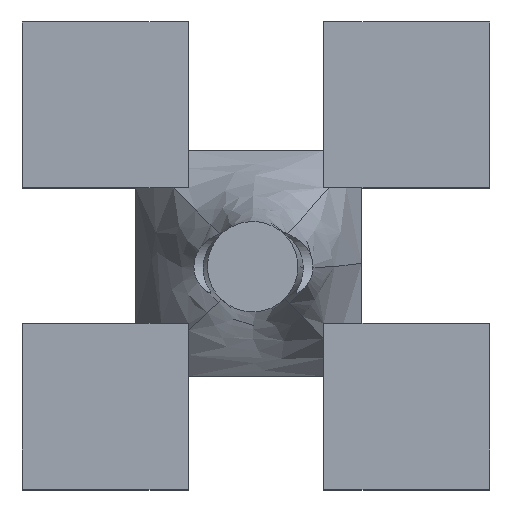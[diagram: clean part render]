
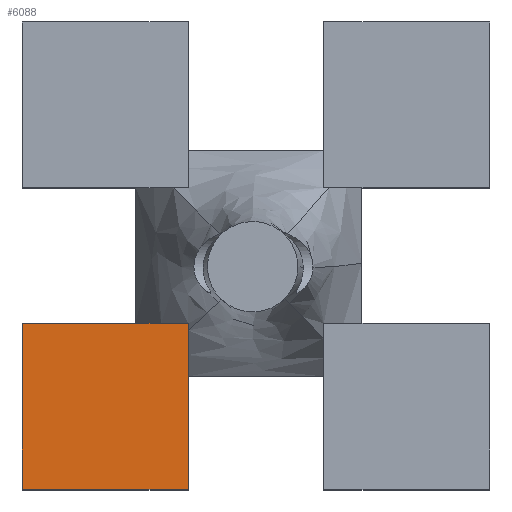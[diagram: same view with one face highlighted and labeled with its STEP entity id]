
A CAD part, top view. The second image highlights one B-rep face of the part: STEP entity #6088.
In plain terms, the highlighted planar face has unit normal (0, 0, 1).
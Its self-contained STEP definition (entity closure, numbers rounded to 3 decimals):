
#746 = PLANE('',#747);
#747 = AXIS2_PLACEMENT_3D('',#748,#749,#750);
#748 = CARTESIAN_POINT('',(10.,11.,20.));
#749 = DIRECTION('',(0.,1.,0.));
#750 = DIRECTION('',(0.,0.,1.));
#846 = PLANE('',#847);
#847 = AXIS2_PLACEMENT_3D('',#848,#849,#850);
#848 = CARTESIAN_POINT('',(21.,0.,20.));
#849 = DIRECTION('',(1.,0.,0.));
#850 = DIRECTION('',(0.,0.,1.));
#1289 = PLANE('',#1290);
#1290 = AXIS2_PLACEMENT_3D('',#1291,#1292,#1293);
#1291 = CARTESIAN_POINT('',(10.,0.,20.));
#1292 = DIRECTION('',(1.,0.,0.));
#1293 = DIRECTION('',(0.,0.,1.));
#1317 = PLANE('',#1318);
#1318 = AXIS2_PLACEMENT_3D('',#1319,#1320,#1321);
#1319 = CARTESIAN_POINT('',(10.,0.,20.));
#1320 = DIRECTION('',(0.,1.,0.));
#1321 = DIRECTION('',(0.,0.,1.));
#1357 = VERTEX_POINT('',#1358);
#1358 = CARTESIAN_POINT('',(10.,11.,31.));
#1379 = EDGE_CURVE('',#1357,#1380,#1382,.T.);
#1380 = VERTEX_POINT('',#1381);
#1381 = CARTESIAN_POINT('',(21.,11.,31.));
#1382 = SURFACE_CURVE('',#1383,(#1387,#1394),.PCURVE_S1.);
#1383 = LINE('',#1384,#1385);
#1384 = CARTESIAN_POINT('',(10.,11.,31.));
#1385 = VECTOR('',#1386,1.);
#1386 = DIRECTION('',(1.,0.,0.));
#1387 = PCURVE('',#746,#1388);
#1388 = DEFINITIONAL_REPRESENTATION('',(#1389),#1393);
#1389 = LINE('',#1390,#1391);
#1390 = CARTESIAN_POINT('',(11.,0.));
#1391 = VECTOR('',#1392,1.);
#1392 = DIRECTION('',(0.,1.));
#1393 = ( GEOMETRIC_REPRESENTATION_CONTEXT(2) 
PARAMETRIC_REPRESENTATION_CONTEXT() REPRESENTATION_CONTEXT('2D SPACE',''
  ) );
#1394 = PCURVE('',#1395,#1400);
#1395 = PLANE('',#1396);
#1396 = AXIS2_PLACEMENT_3D('',#1397,#1398,#1399);
#1397 = CARTESIAN_POINT('',(10.,0.,31.));
#1398 = DIRECTION('',(0.,0.,1.));
#1399 = DIRECTION('',(1.,0.,0.));
#1400 = DEFINITIONAL_REPRESENTATION('',(#1401),#1405);
#1401 = LINE('',#1402,#1403);
#1402 = CARTESIAN_POINT('',(0.,11.));
#1403 = VECTOR('',#1404,1.);
#1404 = DIRECTION('',(1.,0.));
#1405 = ( GEOMETRIC_REPRESENTATION_CONTEXT(2) 
PARAMETRIC_REPRESENTATION_CONTEXT() REPRESENTATION_CONTEXT('2D SPACE',''
  ) );
#5015 = EDGE_CURVE('',#5016,#1380,#5018,.T.);
#5016 = VERTEX_POINT('',#5017);
#5017 = CARTESIAN_POINT('',(21.,0.,31.));
#5018 = SURFACE_CURVE('',#5019,(#5023,#5030),.PCURVE_S1.);
#5019 = LINE('',#5020,#5021);
#5020 = CARTESIAN_POINT('',(21.,0.,31.));
#5021 = VECTOR('',#5022,1.);
#5022 = DIRECTION('',(0.,1.,0.));
#5023 = PCURVE('',#846,#5024);
#5024 = DEFINITIONAL_REPRESENTATION('',(#5025),#5029);
#5025 = LINE('',#5026,#5027);
#5026 = CARTESIAN_POINT('',(11.,0.));
#5027 = VECTOR('',#5028,1.);
#5028 = DIRECTION('',(0.,-1.));
#5029 = ( GEOMETRIC_REPRESENTATION_CONTEXT(2) 
PARAMETRIC_REPRESENTATION_CONTEXT() REPRESENTATION_CONTEXT('2D SPACE',''
  ) );
#5030 = PCURVE('',#1395,#5031);
#5031 = DEFINITIONAL_REPRESENTATION('',(#5032),#5036);
#5032 = LINE('',#5033,#5034);
#5033 = CARTESIAN_POINT('',(11.,0.));
#5034 = VECTOR('',#5035,1.);
#5035 = DIRECTION('',(0.,1.));
#5036 = ( GEOMETRIC_REPRESENTATION_CONTEXT(2) 
PARAMETRIC_REPRESENTATION_CONTEXT() REPRESENTATION_CONTEXT('2D SPACE',''
  ) );
#6018 = VERTEX_POINT('',#6019);
#6019 = CARTESIAN_POINT('',(10.,0.,31.));
#6040 = EDGE_CURVE('',#6018,#5016,#6041,.T.);
#6041 = SURFACE_CURVE('',#6042,(#6046,#6053),.PCURVE_S1.);
#6042 = LINE('',#6043,#6044);
#6043 = CARTESIAN_POINT('',(10.,0.,31.));
#6044 = VECTOR('',#6045,1.);
#6045 = DIRECTION('',(1.,0.,0.));
#6046 = PCURVE('',#1317,#6047);
#6047 = DEFINITIONAL_REPRESENTATION('',(#6048),#6052);
#6048 = LINE('',#6049,#6050);
#6049 = CARTESIAN_POINT('',(11.,0.));
#6050 = VECTOR('',#6051,1.);
#6051 = DIRECTION('',(0.,1.));
#6052 = ( GEOMETRIC_REPRESENTATION_CONTEXT(2) 
PARAMETRIC_REPRESENTATION_CONTEXT() REPRESENTATION_CONTEXT('2D SPACE',''
  ) );
#6053 = PCURVE('',#1395,#6054);
#6054 = DEFINITIONAL_REPRESENTATION('',(#6055),#6059);
#6055 = LINE('',#6056,#6057);
#6056 = CARTESIAN_POINT('',(0.,0.));
#6057 = VECTOR('',#6058,1.);
#6058 = DIRECTION('',(1.,0.));
#6059 = ( GEOMETRIC_REPRESENTATION_CONTEXT(2) 
PARAMETRIC_REPRESENTATION_CONTEXT() REPRESENTATION_CONTEXT('2D SPACE',''
  ) );
#6068 = EDGE_CURVE('',#6018,#1357,#6069,.T.);
#6069 = SURFACE_CURVE('',#6070,(#6074,#6081),.PCURVE_S1.);
#6070 = LINE('',#6071,#6072);
#6071 = CARTESIAN_POINT('',(10.,0.,31.));
#6072 = VECTOR('',#6073,1.);
#6073 = DIRECTION('',(0.,1.,0.));
#6074 = PCURVE('',#1289,#6075);
#6075 = DEFINITIONAL_REPRESENTATION('',(#6076),#6080);
#6076 = LINE('',#6077,#6078);
#6077 = CARTESIAN_POINT('',(11.,0.));
#6078 = VECTOR('',#6079,1.);
#6079 = DIRECTION('',(0.,-1.));
#6080 = ( GEOMETRIC_REPRESENTATION_CONTEXT(2) 
PARAMETRIC_REPRESENTATION_CONTEXT() REPRESENTATION_CONTEXT('2D SPACE',''
  ) );
#6081 = PCURVE('',#1395,#6082);
#6082 = DEFINITIONAL_REPRESENTATION('',(#6083),#6087);
#6083 = LINE('',#6084,#6085);
#6084 = CARTESIAN_POINT('',(0.,0.));
#6085 = VECTOR('',#6086,1.);
#6086 = DIRECTION('',(0.,1.));
#6087 = ( GEOMETRIC_REPRESENTATION_CONTEXT(2) 
PARAMETRIC_REPRESENTATION_CONTEXT() REPRESENTATION_CONTEXT('2D SPACE',''
  ) );
#6088 = ADVANCED_FACE('',(#6089),#1395,.T.);
#6089 = FACE_BOUND('',#6090,.T.);
#6090 = EDGE_LOOP('',(#6091,#6092,#6093,#6094));
#6091 = ORIENTED_EDGE('',*,*,#6068,.F.);
#6092 = ORIENTED_EDGE('',*,*,#6040,.T.);
#6093 = ORIENTED_EDGE('',*,*,#5015,.T.);
#6094 = ORIENTED_EDGE('',*,*,#1379,.F.);
